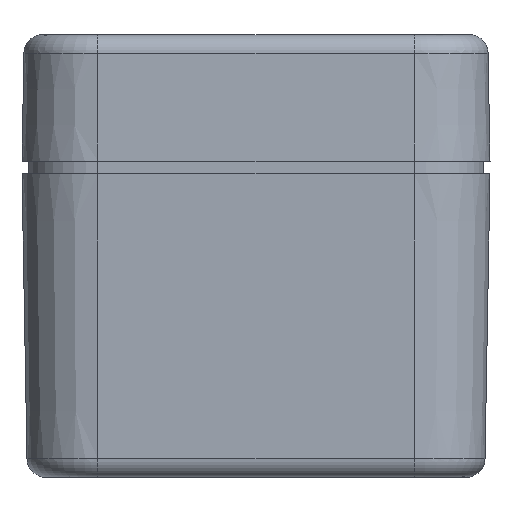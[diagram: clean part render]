
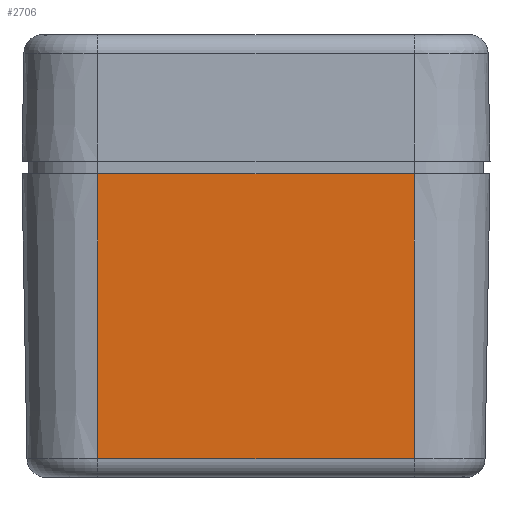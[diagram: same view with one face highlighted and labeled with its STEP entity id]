
A CAD part, left-side view. The second image highlights one B-rep face of the part: STEP entity #2706.
In plain terms, the highlighted planar face has unit normal (-1, 0, -0.018).
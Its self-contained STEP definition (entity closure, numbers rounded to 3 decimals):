
#2460 = EDGE_CURVE ( 'NONE', #2476, #2474, #8262, .T. ) ;
#2474 = VERTEX_POINT ( 'NONE', #8237 ) ;
#2476 = VERTEX_POINT ( 'NONE', #8236 ) ;
#2541 = ORIENTED_EDGE ( 'NONE', *, *, #2705, .T. ) ;
#2542 = ORIENTED_EDGE ( 'NONE', *, *, #2543, .F. ) ;
#2543 = EDGE_CURVE ( 'NONE', #2544, #2703, #8501, .T. ) ;
#2544 = VERTEX_POINT ( 'NONE', #8497 ) ;
#2545 = ORIENTED_EDGE ( 'NONE', *, *, #2546, .F. ) ;
#2546 = EDGE_CURVE ( 'NONE', #2476, #2544, #8496, .T. ) ;
#2703 = VERTEX_POINT ( 'NONE', #8776 ) ;
#2705 = EDGE_CURVE ( 'NONE', #2474, #2703, #8775, .T. ) ;
#2706 = ADVANCED_FACE ( 'NONE', ( #8771 ), #8770, .T. ) ;
#2707 = EDGE_LOOP ( 'NONE', ( #2708, #2541, #2542, #2545 ) ) ;
#2708 = ORIENTED_EDGE ( 'NONE', *, *, #2460, .T. ) ;
#8236 = CARTESIAN_POINT ( 'NONE',  ( -729.298, 40.376, -14.263 ) ) ;
#8237 = CARTESIAN_POINT ( 'NONE',  ( -729.298, 65.376, -14.263 ) ) ;
#8259 = DIRECTION ( 'NONE',  ( 0., 1., 0. ) ) ;
#8260 = VECTOR ( 'NONE', #8259, 1000. ) ;
#8261 = CARTESIAN_POINT ( 'NONE',  ( -729.298, 65.376, -14.263 ) ) ;
#8262 = LINE ( 'NONE', #8261, #8260 ) ;
#8493 = DIRECTION ( 'NONE',  ( 0.017, 0., -1. ) ) ;
#8494 = VECTOR ( 'NONE', #8493, 1000. ) ;
#8495 = CARTESIAN_POINT ( 'NONE',  ( -9439.625, 40.376, 499000. ) ) ;
#8496 = LINE ( 'NONE', #8495, #8494 ) ;
#8497 = CARTESIAN_POINT ( 'NONE',  ( -728.905, 40.376, -36.789 ) ) ;
#8498 = DIRECTION ( 'NONE',  ( 0., 1., 0. ) ) ;
#8499 = VECTOR ( 'NONE', #8498, 1000. ) ;
#8500 = CARTESIAN_POINT ( 'NONE',  ( -728.905, 59.126, -36.789 ) ) ;
#8501 = LINE ( 'NONE', #8500, #8499 ) ;
#8766 = DIRECTION ( 'NONE',  ( -0.017, 0., 1. ) ) ;
#8767 = DIRECTION ( 'NONE',  ( -1., 0., -0.017 ) ) ;
#8768 = CARTESIAN_POINT ( 'NONE',  ( -729.298, 65.376, -14.263 ) ) ;
#8769 = AXIS2_PLACEMENT_3D ( 'NONE', #8768, #8767, #8766 ) ;
#8770 = PLANE ( 'NONE',  #8769 ) ;
#8771 = FACE_OUTER_BOUND ( 'NONE', #2707, .T. ) ;
#8772 = DIRECTION ( 'NONE',  ( 0.017, 0., -1. ) ) ;
#8773 = VECTOR ( 'NONE', #8772, 1000. ) ;
#8774 = CARTESIAN_POINT ( 'NONE',  ( -729.298, 65.376, -14.263 ) ) ;
#8775 = LINE ( 'NONE', #8774, #8773 ) ;
#8776 = CARTESIAN_POINT ( 'NONE',  ( -728.905, 65.376, -36.789 ) ) ;
